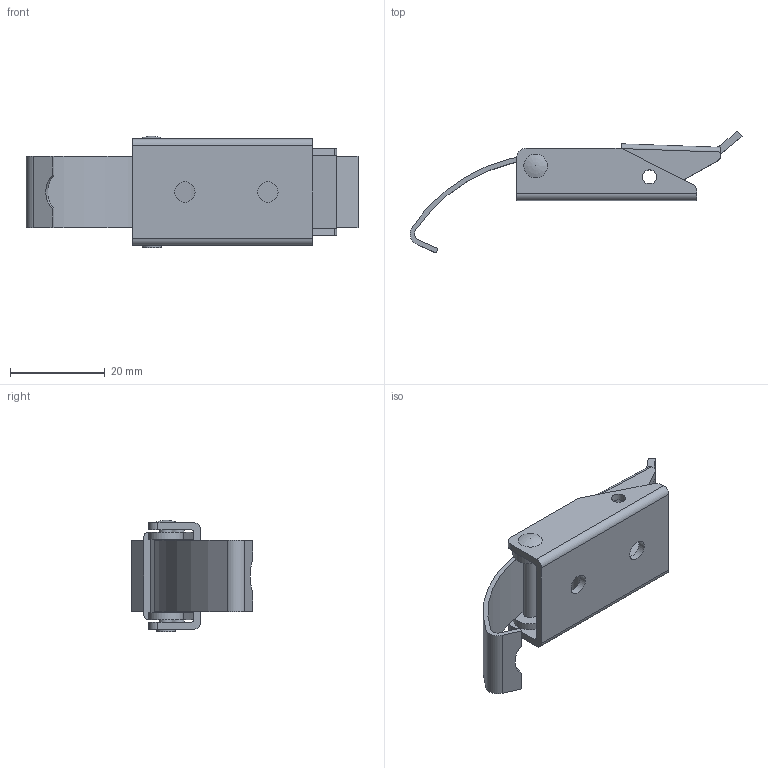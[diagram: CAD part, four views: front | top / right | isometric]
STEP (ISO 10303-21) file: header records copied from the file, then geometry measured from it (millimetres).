
FILE_DESCRIPTION( ( 'STEP AP214' ), '1' );
FILE_NAME( 'K0043.1430702_1.stp', '2019-05-29T11:44:20', ( '' ), ( '' ), ' ', 'PARTsolutions', ' ' );
FILE_SCHEMA( ( 'AUTOMOTIVE_DESIGN { 1 0 10303 214 1 1 1 1 }' ) );
Length unit declared in the file: millimetre
Products named in the file (4): K0043.1430702_1; _K0043_halter1; _K0043_griff1; _K0043_buegel1
Assembly tree (3 placements, depth 2):
  K0043.1430702_1
    _K0043_halter1
    _K0043_griff1
    _K0043_buegel1
Bounding box: 70 x 25.65 x 23.5 mm (x, y, z)
Volume: 4842.7 mm3; surface area: 7860.8 mm2
Topology: 3 solids, 3 shells, 98 faces, 269 edges, 180 vertices
Faces by surface type: plane 52, cylinder 45, bspline 1
Full cylindrical faces by diameter (mm): 2.8 x3, 3 x5, 4 x2, 4.3 x2
Entity records: 3959 total; most frequent: CARTESIAN_POINT 562, DIRECTION 544, ORIENTED_EDGE 502, EDGE_CURVE 251, AXIS2_PLACEMENT_3D 194, VERTEX_POINT 176, LINE 156, VECTOR 156
